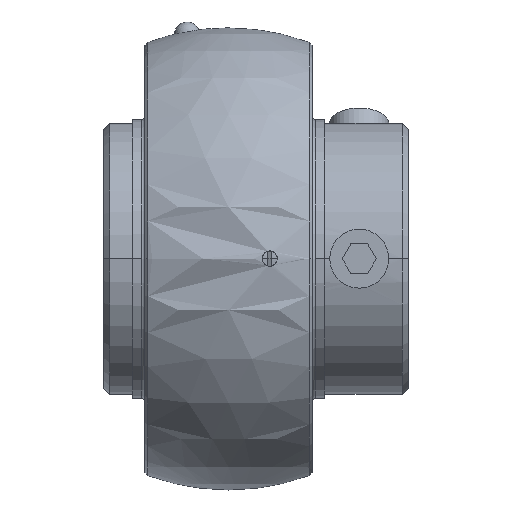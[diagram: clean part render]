
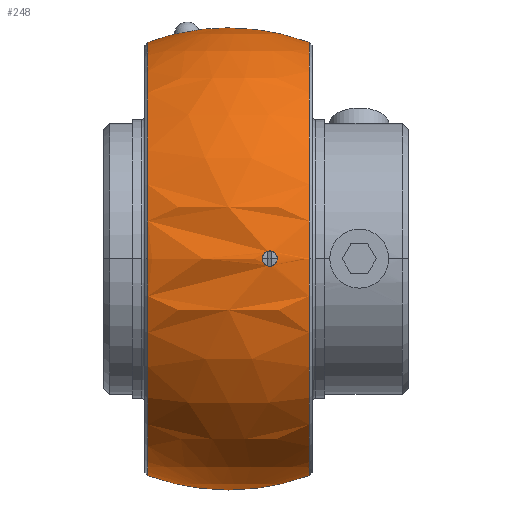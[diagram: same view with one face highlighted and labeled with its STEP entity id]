
A CAD part, top view. The second image highlights one B-rep face of the part: STEP entity #248.
In plain terms, the highlighted spherical face has radius 23.5 mm.
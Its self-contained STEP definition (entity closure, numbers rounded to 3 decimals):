
#248=ADVANCED_FACE('',(#683,#684),#685,.T.);
#683=FACE_OUTER_BOUND('',#1358,.T.);
#684=FACE_BOUND('',#1359,.T.);
#685=SPHERICAL_SURFACE('',#1360,23.5);
#1358=EDGE_LOOP('',(#1991,#1992,#1993,#1994,#1995,#1996,#1997,#1998,#1999,#2000));
#1359=EDGE_LOOP('',(#2001,#2002));
#1360=AXIS2_PLACEMENT_3D('',#2003,#2004,#2005);
#1991=ORIENTED_EDGE('',*,*,#3675,.F.);
#1992=ORIENTED_EDGE('',*,*,#3676,.F.);
#1993=ORIENTED_EDGE('',*,*,#3677,.F.);
#1994=ORIENTED_EDGE('',*,*,#3678,.F.);
#1995=ORIENTED_EDGE('',*,*,#3679,.F.);
#1996=ORIENTED_EDGE('',*,*,#3680,.T.);
#1997=ORIENTED_EDGE('',*,*,#3681,.F.);
#1998=ORIENTED_EDGE('',*,*,#3682,.T.);
#1999=ORIENTED_EDGE('',*,*,#3683,.T.);
#2000=ORIENTED_EDGE('',*,*,#3684,.F.);
#2001=ORIENTED_EDGE('',*,*,#3685,.T.);
#2002=ORIENTED_EDGE('',*,*,#3686,.T.);
#2003=CARTESIAN_POINT('',(12.7,0.0,0.0));
#2004=DIRECTION('',(0.0,-1.0,0.));
#2005=DIRECTION('',(1.0,0.0,0.0));
#3675=EDGE_CURVE('',#4331,#4332,#4333,.T.);
#3676=EDGE_CURVE('',#4334,#4331,#4335,.T.);
#3677=EDGE_CURVE('',#4336,#4334,#4337,.T.);
#3678=EDGE_CURVE('',#4338,#4336,#4339,.T.);
#3679=EDGE_CURVE('',#4340,#4338,#4341,.T.);
#3680=EDGE_CURVE('',#4340,#4342,#4343,.T.);
#3681=EDGE_CURVE('',#4344,#4342,#4345,.T.);
#3682=EDGE_CURVE('',#4344,#4346,#4347,.T.);
#3683=EDGE_CURVE('',#4346,#4348,#4349,.T.);
#3684=EDGE_CURVE('',#4332,#4348,#4350,.T.);
#3685=EDGE_CURVE('',#4351,#4352,#4353,.T.);
#3686=EDGE_CURVE('',#4352,#4351,#4354,.T.);
#4331=VERTEX_POINT('',#5277);
#4332=VERTEX_POINT('',#5278);
#4333=CIRCLE('',#5279,23.5);
#4334=VERTEX_POINT('',#5280);
#4335=CIRCLE('',#5281,22.023);
#4336=VERTEX_POINT('',#5282);
#4337=CIRCLE('',#5283,22.023);
#4338=VERTEX_POINT('',#5284);
#4339=CIRCLE('',#5285,23.5);
#4340=VERTEX_POINT('',#5286);
#4341=CIRCLE('',#5287,23.5);
#4342=VERTEX_POINT('',#5288);
#4343=CIRCLE('',#5289,1.276);
#4344=VERTEX_POINT('',#5290);
#4345=CIRCLE('',#5291,23.5);
#4346=VERTEX_POINT('',#5292);
#4347=CIRCLE('',#5293,22.023);
#4348=VERTEX_POINT('',#5294);
#4349=CIRCLE('',#5295,22.023);
#4350=CIRCLE('',#5296,23.5);
#4351=VERTEX_POINT('',#5297);
#4352=VERTEX_POINT('',#5298);
#4353=B_SPLINE_CURVE_WITH_KNOTS('',3,(#5299,#5300,#5301,#5302,#5303,#5304,#5305,#5306,#5307,#5308,#5309,#5310,#5311,#5312,#5313,#5314,#5315,#5316),.UNSPECIFIED.,.F.,.F.,(4,2,2,2,2,2,2,2,4),(0.0,0.291,0.582,0.878,1.174,1.47,1.766,2.057,2.348),.UNSPECIFIED.);
#4354=B_SPLINE_CURVE_WITH_KNOTS('',3,(#5317,#5318,#5319,#5320,#5321,#5322,#5323,#5324,#5325,#5326,#5327,#5328,#5329,#5330,#5331,#5332,#5333,#5334),.UNSPECIFIED.,.F.,.F.,(4,2,2,2,2,2,2,2,4),(2.348,2.639,2.929,3.225,3.522,3.818,4.114,4.405,4.695),.UNSPECIFIED.);
#5277=CARTESIAN_POINT('',(20.9,-22.023,0.));
#5278=CARTESIAN_POINT('',(12.7,-23.5,0.));
#5279=AXIS2_PLACEMENT_3D('',#7104,#7105,#7106);
#5280=CARTESIAN_POINT('',(20.9,0.,22.023));
#5281=AXIS2_PLACEMENT_3D('',#7107,#7108,#7109);
#5282=CARTESIAN_POINT('',(20.9,22.023,0.));
#5283=AXIS2_PLACEMENT_3D('',#7110,#7111,#7112);
#5284=CARTESIAN_POINT('',(12.7,23.5,0.));
#5285=AXIS2_PLACEMENT_3D('',#7113,#7114,#7115);
#5286=CARTESIAN_POINT('',(9.703,23.308,0.));
#5287=AXIS2_PLACEMENT_3D('',#7116,#7117,#7118);
#5288=CARTESIAN_POINT('',(7.193,22.846,0.));
#5289=AXIS2_PLACEMENT_3D('',#7119,#7120,#7121);
#5290=CARTESIAN_POINT('',(4.5,22.023,0.));
#5291=AXIS2_PLACEMENT_3D('',#7122,#7123,#7124);
#5292=CARTESIAN_POINT('',(4.5,0.,22.023));
#5293=AXIS2_PLACEMENT_3D('',#7125,#7126,#7127);
#5294=CARTESIAN_POINT('',(4.5,-22.023,0.));
#5295=AXIS2_PLACEMENT_3D('',#7128,#7129,#7130);
#5296=AXIS2_PLACEMENT_3D('',#7131,#7132,#7133);
#5297=CARTESIAN_POINT('',(17.673,0.0,22.968));
#5298=CARTESIAN_POINT('',(16.127,0.,23.249));
#5299=CARTESIAN_POINT('',(17.673,0.0,22.968));
#5300=CARTESIAN_POINT('',(17.673,-0.097,22.968));
#5301=CARTESIAN_POINT('',(17.653,-0.2,22.971));
#5302=CARTESIAN_POINT('',(17.575,-0.39,22.986));
#5303=CARTESIAN_POINT('',(17.516,-0.476,22.997));
#5304=CARTESIAN_POINT('',(17.379,-0.614,23.021));
#5305=CARTESIAN_POINT('',(17.292,-0.674,23.037));
#5306=CARTESIAN_POINT('',(17.101,-0.753,23.072));
#5307=CARTESIAN_POINT('',(16.997,-0.773,23.091));
#5308=CARTESIAN_POINT('',(16.803,-0.773,23.126));
#5309=CARTESIAN_POINT('',(16.699,-0.753,23.145));
#5310=CARTESIAN_POINT('',(16.508,-0.674,23.18));
#5311=CARTESIAN_POINT('',(16.421,-0.614,23.196));
#5312=CARTESIAN_POINT('',(16.284,-0.476,23.22));
#5313=CARTESIAN_POINT('',(16.225,-0.39,23.231));
#5314=CARTESIAN_POINT('',(16.147,-0.2,23.245));
#5315=CARTESIAN_POINT('',(16.127,-0.097,23.249));
#5316=CARTESIAN_POINT('',(16.127,0.,23.249));
#5317=CARTESIAN_POINT('',(16.127,0.,23.249));
#5318=CARTESIAN_POINT('',(16.127,0.097,23.249));
#5319=CARTESIAN_POINT('',(16.147,0.2,23.245));
#5320=CARTESIAN_POINT('',(16.225,0.39,23.231));
#5321=CARTESIAN_POINT('',(16.284,0.476,23.22));
#5322=CARTESIAN_POINT('',(16.421,0.614,23.196));
#5323=CARTESIAN_POINT('',(16.508,0.674,23.18));
#5324=CARTESIAN_POINT('',(16.699,0.753,23.145));
#5325=CARTESIAN_POINT('',(16.803,0.773,23.126));
#5326=CARTESIAN_POINT('',(16.997,0.773,23.091));
#5327=CARTESIAN_POINT('',(17.101,0.753,23.072));
#5328=CARTESIAN_POINT('',(17.292,0.674,23.037));
#5329=CARTESIAN_POINT('',(17.379,0.614,23.021));
#5330=CARTESIAN_POINT('',(17.516,0.476,22.997));
#5331=CARTESIAN_POINT('',(17.575,0.39,22.986));
#5332=CARTESIAN_POINT('',(17.653,0.2,22.971));
#5333=CARTESIAN_POINT('',(17.673,0.097,22.968));
#5334=CARTESIAN_POINT('',(17.673,0.0,22.968));
#7104=CARTESIAN_POINT('',(12.7,0.0,0.0));
#7105=DIRECTION('',(0.,0.,-1.0));
#7106=DIRECTION('',(0.0,-1.0,0.));
#7107=CARTESIAN_POINT('',(20.9,0.0,0.0));
#7108=DIRECTION('',(1.0,0.0,-0.0));
#7109=DIRECTION('',(0.0,0.,1.0));
#7110=CARTESIAN_POINT('',(20.9,0.0,0.0));
#7111=DIRECTION('',(1.0,0.0,-0.0));
#7112=DIRECTION('',(0.0,0.,1.0));
#7113=CARTESIAN_POINT('',(12.7,0.0,0.0));
#7114=DIRECTION('',(0.,0.,-1.0));
#7115=DIRECTION('',(0.0,-1.0,0.));
#7116=CARTESIAN_POINT('',(12.7,0.0,0.0));
#7117=DIRECTION('',(0.,0.,-1.0));
#7118=DIRECTION('',(0.0,-1.0,0.));
#7119=CARTESIAN_POINT('',(8.448,23.077,0.0));
#7120=DIRECTION('',(0.181,-0.983,0.0));
#7121=DIRECTION('',(-0.0,0.0,1.0));
#7122=CARTESIAN_POINT('',(12.7,0.0,0.0));
#7123=DIRECTION('',(0.,0.,-1.0));
#7124=DIRECTION('',(0.0,-1.0,0.));
#7125=CARTESIAN_POINT('',(4.5,0.0,0.0));
#7126=DIRECTION('',(1.0,0.0,-0.0));
#7127=DIRECTION('',(0.0,0.,1.0));
#7128=CARTESIAN_POINT('',(4.5,0.0,0.0));
#7129=DIRECTION('',(1.0,0.0,-0.0));
#7130=DIRECTION('',(0.0,0.,1.0));
#7131=CARTESIAN_POINT('',(12.7,0.0,0.0));
#7132=DIRECTION('',(0.,0.,-1.0));
#7133=DIRECTION('',(0.0,-1.0,0.));
